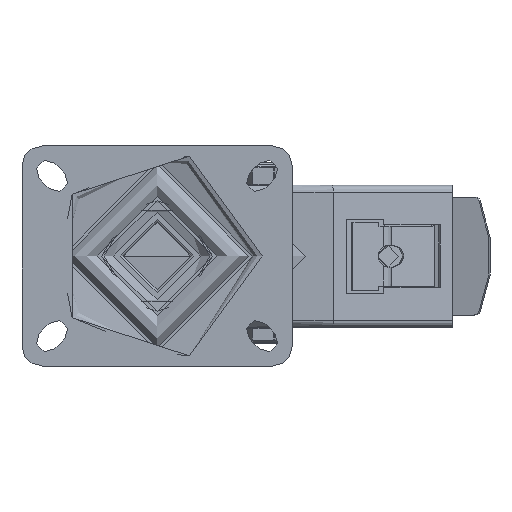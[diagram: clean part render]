
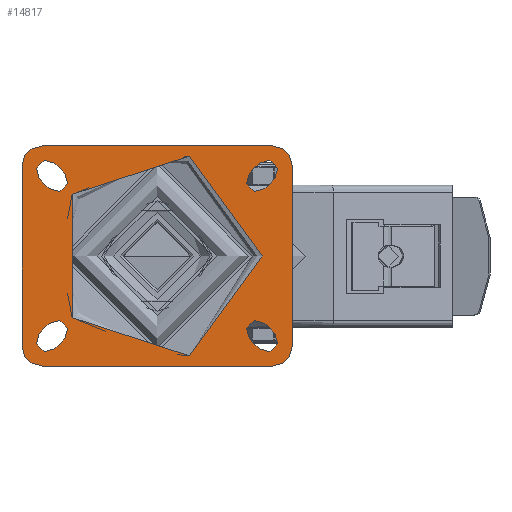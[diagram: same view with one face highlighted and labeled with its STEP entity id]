
A CAD part, top view. The second image highlights one B-rep face of the part: STEP entity #14817.
In plain terms, the highlighted planar face has unit normal (0, 0, 1).
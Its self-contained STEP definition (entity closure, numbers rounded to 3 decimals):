
#766=FACE_BOUND('',#2857,.T.);
#767=FACE_BOUND('',#2858,.T.);
#768=FACE_BOUND('',#2859,.T.);
#769=FACE_BOUND('',#2860,.T.);
#770=FACE_BOUND('',#2861,.T.);
#957=PLANE('',#16054);
#1963=FACE_OUTER_BOUND('',#2856,.T.);
#2856=EDGE_LOOP('',(#10515,#10516,#10517,#10518,#10519,#10520,#10521,#10522));
#2857=EDGE_LOOP('',(#10523));
#2858=EDGE_LOOP('',(#10524,#10525,#10526,#10527));
#2859=EDGE_LOOP('',(#10528,#10529,#10530,#10531));
#2860=EDGE_LOOP('',(#10532,#10533,#10534,#10535));
#2861=EDGE_LOOP('',(#10536,#10537,#10538,#10539));
#3889=LINE('',#24068,#4974);
#3890=LINE('',#24069,#4975);
#3891=LINE('',#24070,#4976);
#3892=LINE('',#24071,#4977);
#3893=LINE('',#24072,#4978);
#3894=LINE('',#24073,#4979);
#3895=LINE('',#24074,#4980);
#3896=LINE('',#24075,#4981);
#3897=LINE('',#24076,#4982);
#3898=LINE('',#24077,#4983);
#3899=LINE('',#24078,#4984);
#3900=LINE('',#24079,#4985);
#4974=VECTOR('',#17680,1000.);
#4975=VECTOR('',#17681,1000.);
#4976=VECTOR('',#17682,1000.);
#4977=VECTOR('',#17683,1000.);
#4978=VECTOR('',#17684,1000.);
#4979=VECTOR('',#17685,1000.);
#4980=VECTOR('',#17686,1000.);
#4981=VECTOR('',#17687,1000.);
#4982=VECTOR('',#17688,1000.);
#4983=VECTOR('',#17689,1000.);
#4984=VECTOR('',#17690,1000.);
#4985=VECTOR('',#17691,1000.);
#5985=CIRCLE('',#15898,5.5);
#5988=CIRCLE('',#15902,5.5);
#5989=CIRCLE('',#15904,5.5);
#5992=CIRCLE('',#15908,5.5);
#5993=CIRCLE('',#15910,5.5);
#5996=CIRCLE('',#15914,5.5);
#5997=CIRCLE('',#15916,5.5);
#6000=CIRCLE('',#15920,5.5);
#6001=CIRCLE('',#15922,10.);
#6003=CIRCLE('',#15925,10.);
#6005=CIRCLE('',#15928,10.);
#6007=CIRCLE('',#15931,10.);
#6014=CIRCLE('',#15940,52.494);
#6532=VERTEX_POINT('',#21150);
#6533=VERTEX_POINT('',#21151);
#6538=VERTEX_POINT('',#21162);
#6539=VERTEX_POINT('',#21164);
#6540=VERTEX_POINT('',#21168);
#6541=VERTEX_POINT('',#21169);
#6546=VERTEX_POINT('',#21180);
#6547=VERTEX_POINT('',#21182);
#6548=VERTEX_POINT('',#21186);
#6549=VERTEX_POINT('',#21187);
#6554=VERTEX_POINT('',#21198);
#6555=VERTEX_POINT('',#21200);
#6556=VERTEX_POINT('',#21204);
#6557=VERTEX_POINT('',#21205);
#6562=VERTEX_POINT('',#21216);
#6563=VERTEX_POINT('',#21218);
#6564=VERTEX_POINT('',#21222);
#6565=VERTEX_POINT('',#21223);
#6568=VERTEX_POINT('',#21231);
#6569=VERTEX_POINT('',#21232);
#6572=VERTEX_POINT('',#21240);
#6573=VERTEX_POINT('',#21241);
#6576=VERTEX_POINT('',#21249);
#6577=VERTEX_POINT('',#21250);
#6583=VERTEX_POINT('',#21266);
#7978=EDGE_CURVE('',#6532,#6533,#5985,.T.);
#7984=EDGE_CURVE('',#6539,#6538,#5988,.T.);
#7986=EDGE_CURVE('',#6540,#6541,#5989,.T.);
#7992=EDGE_CURVE('',#6547,#6546,#5992,.T.);
#7994=EDGE_CURVE('',#6548,#6549,#5993,.T.);
#8000=EDGE_CURVE('',#6555,#6554,#5996,.T.);
#8002=EDGE_CURVE('',#6556,#6557,#5997,.T.);
#8008=EDGE_CURVE('',#6563,#6562,#6000,.T.);
#8010=EDGE_CURVE('',#6564,#6565,#6001,.F.);
#8014=EDGE_CURVE('',#6568,#6569,#6003,.F.);
#8018=EDGE_CURVE('',#6572,#6573,#6005,.F.);
#8022=EDGE_CURVE('',#6576,#6577,#6007,.F.);
#8031=EDGE_CURVE('',#6583,#6583,#6014,.T.);
#8177=EDGE_CURVE('',#6569,#6572,#3889,.F.);
#8178=EDGE_CURVE('',#6565,#6568,#3890,.F.);
#8179=EDGE_CURVE('',#6577,#6564,#3891,.F.);
#8180=EDGE_CURVE('',#6573,#6576,#3892,.F.);
#8181=EDGE_CURVE('',#6541,#6547,#3893,.T.);
#8182=EDGE_CURVE('',#6546,#6540,#3894,.T.);
#8183=EDGE_CURVE('',#6533,#6539,#3895,.T.);
#8184=EDGE_CURVE('',#6538,#6532,#3896,.T.);
#8185=EDGE_CURVE('',#6549,#6555,#3897,.T.);
#8186=EDGE_CURVE('',#6554,#6548,#3898,.T.);
#8187=EDGE_CURVE('',#6557,#6563,#3899,.T.);
#8188=EDGE_CURVE('',#6562,#6556,#3900,.T.);
#10515=ORIENTED_EDGE('',*,*,#8018,.F.);
#10516=ORIENTED_EDGE('',*,*,#8177,.F.);
#10517=ORIENTED_EDGE('',*,*,#8014,.F.);
#10518=ORIENTED_EDGE('',*,*,#8178,.F.);
#10519=ORIENTED_EDGE('',*,*,#8010,.F.);
#10520=ORIENTED_EDGE('',*,*,#8179,.F.);
#10521=ORIENTED_EDGE('',*,*,#8022,.F.);
#10522=ORIENTED_EDGE('',*,*,#8180,.F.);
#10523=ORIENTED_EDGE('',*,*,#8031,.F.);
#10524=ORIENTED_EDGE('',*,*,#7986,.T.);
#10525=ORIENTED_EDGE('',*,*,#8181,.T.);
#10526=ORIENTED_EDGE('',*,*,#7992,.T.);
#10527=ORIENTED_EDGE('',*,*,#8182,.T.);
#10528=ORIENTED_EDGE('',*,*,#7978,.T.);
#10529=ORIENTED_EDGE('',*,*,#8183,.T.);
#10530=ORIENTED_EDGE('',*,*,#7984,.T.);
#10531=ORIENTED_EDGE('',*,*,#8184,.T.);
#10532=ORIENTED_EDGE('',*,*,#7994,.T.);
#10533=ORIENTED_EDGE('',*,*,#8185,.T.);
#10534=ORIENTED_EDGE('',*,*,#8000,.T.);
#10535=ORIENTED_EDGE('',*,*,#8186,.T.);
#10536=ORIENTED_EDGE('',*,*,#8002,.T.);
#10537=ORIENTED_EDGE('',*,*,#8187,.T.);
#10538=ORIENTED_EDGE('',*,*,#8008,.T.);
#10539=ORIENTED_EDGE('',*,*,#8188,.T.);
#14817=ADVANCED_FACE('',(#1963,#766,#767,#768,#769,#770),#957,.T.);
#15898=AXIS2_PLACEMENT_3D('',#21152,#17292,#17293);
#15902=AXIS2_PLACEMENT_3D('',#21165,#17303,#17304);
#15904=AXIS2_PLACEMENT_3D('',#21170,#17308,#17309);
#15908=AXIS2_PLACEMENT_3D('',#21183,#17319,#17320);
#15910=AXIS2_PLACEMENT_3D('',#21188,#17324,#17325);
#15914=AXIS2_PLACEMENT_3D('',#21201,#17335,#17336);
#15916=AXIS2_PLACEMENT_3D('',#21206,#17340,#17341);
#15920=AXIS2_PLACEMENT_3D('',#21219,#17351,#17352);
#15922=AXIS2_PLACEMENT_3D('',#21224,#17356,#17357);
#15925=AXIS2_PLACEMENT_3D('',#21233,#17364,#17365);
#15928=AXIS2_PLACEMENT_3D('',#21242,#17372,#17373);
#15931=AXIS2_PLACEMENT_3D('',#21251,#17380,#17381);
#15940=AXIS2_PLACEMENT_3D('',#21268,#17400,#17401);
#16054=AXIS2_PLACEMENT_3D('',#24067,#17678,#17679);
#17292=DIRECTION('center_axis',(0.,0.,-1.));
#17293=DIRECTION('ref_axis',(1.,0.,0.));
#17303=DIRECTION('center_axis',(0.,0.,-1.));
#17304=DIRECTION('ref_axis',(1.,0.,0.));
#17308=DIRECTION('center_axis',(0.,0.,-1.));
#17309=DIRECTION('ref_axis',(1.,0.,0.));
#17319=DIRECTION('center_axis',(0.,0.,-1.));
#17320=DIRECTION('ref_axis',(1.,0.,0.));
#17324=DIRECTION('center_axis',(0.,0.,-1.));
#17325=DIRECTION('ref_axis',(-1.,0.,0.));
#17335=DIRECTION('center_axis',(0.,0.,-1.));
#17336=DIRECTION('ref_axis',(-1.,0.,0.));
#17340=DIRECTION('center_axis',(0.,0.,-1.));
#17341=DIRECTION('ref_axis',(-1.,0.,0.));
#17351=DIRECTION('center_axis',(0.,0.,-1.));
#17352=DIRECTION('ref_axis',(-1.,0.,0.));
#17356=DIRECTION('center_axis',(0.,0.,1.));
#17357=DIRECTION('ref_axis',(0.707,0.707,0.));
#17364=DIRECTION('center_axis',(0.,0.,1.));
#17365=DIRECTION('ref_axis',(0.707,-0.707,0.));
#17372=DIRECTION('center_axis',(0.,0.,1.));
#17373=DIRECTION('ref_axis',(-0.707,-0.707,0.));
#17380=DIRECTION('center_axis',(0.,0.,1.));
#17381=DIRECTION('ref_axis',(-0.707,0.707,0.));
#17400=DIRECTION('center_axis',(0.,0.,1.));
#17401=DIRECTION('ref_axis',(-1.,0.,0.));
#17678=DIRECTION('center_axis',(0.,0.,1.));
#17679=DIRECTION('ref_axis',(1.,0.,0.));
#17680=DIRECTION('',(1.,0.,0.));
#17681=DIRECTION('',(0.,1.,0.));
#17682=DIRECTION('',(-1.,0.,0.));
#17683=DIRECTION('',(0.,-1.,0.));
#17684=DIRECTION('',(-0.707,-0.707,0.));
#17685=DIRECTION('',(0.707,0.707,0.));
#17686=DIRECTION('',(-0.707,0.707,0.));
#17687=DIRECTION('',(0.707,-0.707,0.));
#17688=DIRECTION('',(0.707,0.707,0.));
#17689=DIRECTION('',(-0.707,-0.707,0.));
#17690=DIRECTION('',(0.707,-0.707,0.));
#17691=DIRECTION('',(-0.707,0.707,0.));
#21150=CARTESIAN_POINT('',(-46.136,41.414,0.));
#21151=CARTESIAN_POINT('',(-53.914,33.636,0.));
#21152=CARTESIAN_POINT('Origin',(-50.025,37.525,0.));
#21162=CARTESIAN_POINT('',(-51.086,46.364,0.));
#21164=CARTESIAN_POINT('',(-58.864,38.586,0.));
#21165=CARTESIAN_POINT('Origin',(-54.975,42.475,0.));
#21168=CARTESIAN_POINT('',(-53.914,-33.636,0.));
#21169=CARTESIAN_POINT('',(-46.136,-41.414,0.));
#21170=CARTESIAN_POINT('Origin',(-50.025,-37.525,0.));
#21180=CARTESIAN_POINT('',(-58.864,-38.586,0.));
#21182=CARTESIAN_POINT('',(-51.086,-46.364,0.));
#21183=CARTESIAN_POINT('Origin',(-54.975,-42.475,0.));
#21186=CARTESIAN_POINT('',(53.914,33.636,0.));
#21187=CARTESIAN_POINT('',(46.136,41.414,0.));
#21188=CARTESIAN_POINT('Origin',(50.025,37.525,0.));
#21198=CARTESIAN_POINT('',(58.864,38.586,0.));
#21200=CARTESIAN_POINT('',(51.086,46.364,0.));
#21201=CARTESIAN_POINT('Origin',(54.975,42.475,0.));
#21204=CARTESIAN_POINT('',(46.136,-41.414,0.));
#21205=CARTESIAN_POINT('',(53.914,-33.636,0.));
#21206=CARTESIAN_POINT('Origin',(50.025,-37.525,0.));
#21216=CARTESIAN_POINT('',(51.086,-46.364,0.));
#21218=CARTESIAN_POINT('',(58.864,-38.586,0.));
#21219=CARTESIAN_POINT('Origin',(54.975,-42.475,0.));
#21222=CARTESIAN_POINT('',(57.5,55.,0.));
#21223=CARTESIAN_POINT('',(67.5,45.,0.));
#21224=CARTESIAN_POINT('Origin',(57.5,45.,0.));
#21231=CARTESIAN_POINT('',(67.5,-45.,0.));
#21232=CARTESIAN_POINT('',(57.5,-55.,0.));
#21233=CARTESIAN_POINT('Origin',(57.5,-45.,0.));
#21240=CARTESIAN_POINT('',(-57.5,-55.,0.));
#21241=CARTESIAN_POINT('',(-67.5,-45.,0.));
#21242=CARTESIAN_POINT('Origin',(-57.5,-45.,0.));
#21249=CARTESIAN_POINT('',(-67.5,45.,0.));
#21250=CARTESIAN_POINT('',(-57.5,55.,0.));
#21251=CARTESIAN_POINT('Origin',(-57.5,45.,0.));
#21266=CARTESIAN_POINT('',(52.494,0.,0.));
#21268=CARTESIAN_POINT('Origin',(0.,0.,0.));
#24067=CARTESIAN_POINT('Origin',(0.,0.,0.));
#24068=CARTESIAN_POINT('',(0.,-55.,0.));
#24069=CARTESIAN_POINT('',(67.5,0.,0.));
#24070=CARTESIAN_POINT('',(0.,55.,0.));
#24071=CARTESIAN_POINT('',(-67.5,0.,0.));
#24072=CARTESIAN_POINT('',(-25.486,-20.764,0.));
#24073=CARTESIAN_POINT('',(-33.264,-12.986,0.));
#24074=CARTESIAN_POINT('',(-33.264,12.986,0.));
#24075=CARTESIAN_POINT('',(-25.486,20.764,0.));
#24076=CARTESIAN_POINT('',(25.486,20.764,0.));
#24077=CARTESIAN_POINT('',(33.264,12.986,0.));
#24078=CARTESIAN_POINT('',(33.264,-12.986,0.));
#24079=CARTESIAN_POINT('',(25.486,-20.764,0.));
